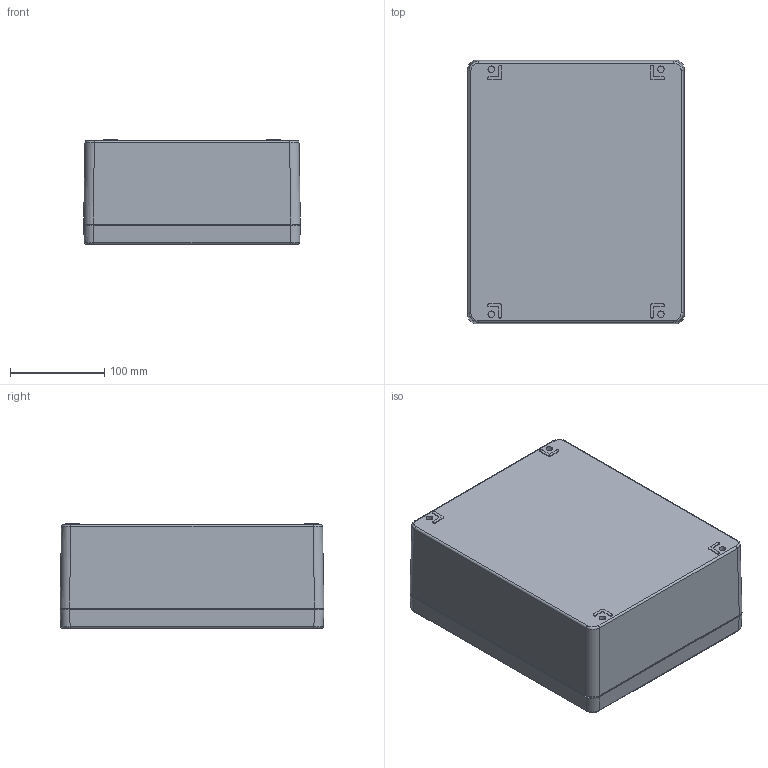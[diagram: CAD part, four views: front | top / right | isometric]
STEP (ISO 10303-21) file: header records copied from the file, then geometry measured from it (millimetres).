
FILE_DESCRIPTION((''),'2;1');
FILE_NAME('01155010_A 155_SIL.stp','2010-02-04T11:34:39',('kotzmaier'),(''),'Autodesk Inventor 2010','Autodesk Inventor 2010','');
FILE_SCHEMA(('CONFIG_CONTROL_DESIGN'));
Length unit declared in the file: millimetre
Products named in the file (4): A 155_io; A155_OT_3Dsym; A155_UT_3Dsym; DIN 84 - ersetzt durch DIN EN ISO 1207 M6 x 30
Assembly tree (6 placements, depth 2):
  A 155_io
    A155_OT_3Dsym
    A155_UT_3Dsym
    DIN 84 - ersetzt durch DIN EN ISO 1207 M6 x 30  x4
Bounding box: 230 x 280 x 111 mm (x, y, z)
Volume: 1189454.6 mm3; surface area: 486075.6 mm2
Topology: 10 solids, 10 shells, 433 faces, 974 edges, 590 vertices
Faces by surface type: cylinder 166, plane 162, cone 54, bspline 31, torus 20
Full cylindrical faces by diameter (mm): 4.9 x4, 5.459 x4, 6 x4, 6.5 x15, 7 x8, 11.5 x4
Entity records: 12222 total; most frequent: CARTESIAN_POINT 3469, DIRECTION 1923, ORIENTED_EDGE 1596, EDGE_CURVE 798, AXIS2_PLACEMENT_3D 767, VERTEX_POINT 532, EDGE_LOOP 518, FACE_OUTER_BOUND 391
